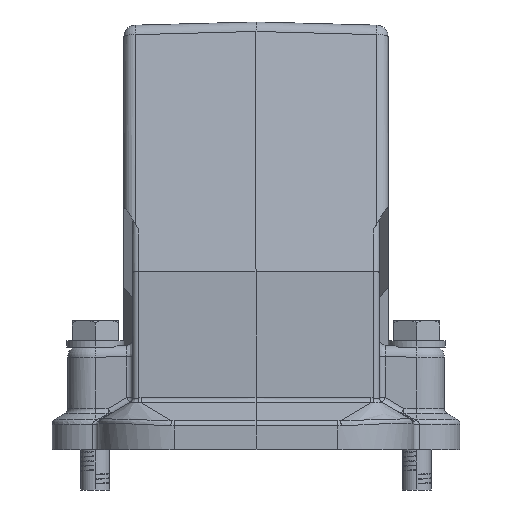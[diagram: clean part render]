
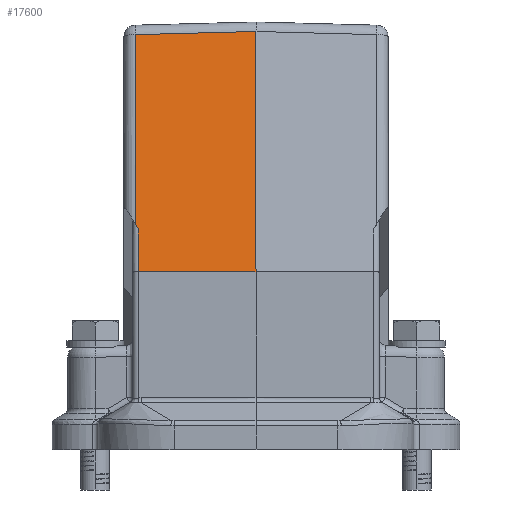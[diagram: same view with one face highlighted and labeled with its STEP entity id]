
A CAD part, left-side view. The second image highlights one B-rep face of the part: STEP entity #17600.
In plain terms, the highlighted planar face has unit normal (-0.985, 0.026, 0.174).
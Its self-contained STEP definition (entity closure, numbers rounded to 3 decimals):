
#575=DIRECTION('',(-0.174,0.,-0.985));
#576=VECTOR('',#575,7.579);
#577=CARTESIAN_POINT('',(-44.896,20.526,26.967));
#578=LINE('',#577,#576);
#595=DIRECTION('',(-0.174,0.,-0.985));
#596=VECTOR('',#595,33.43);
#597=CARTESIAN_POINT('',(-38.918,21.052,60.795));
#598=LINE('',#597,#596);
#1335=DIRECTION('',(-0.026,-1.,0.002));
#1336=VECTOR('',#1335,20.533);
#1337=CARTESIAN_POINT('',(-46.213,20.526,19.503));
#1338=LINE('',#1337,#1336);
#1343=DIRECTION('',(0.164,0.495,0.853));
#1344=VECTOR('',#1343,1.063);
#1345=CARTESIAN_POINT('',(-44.896,20.526,26.967));
#1346=LINE('',#1345,#1344);
#1347=DIRECTION('',(-0.022,-0.999,0.026));
#1348=VECTOR('',#1347,21.065);
#1349=CARTESIAN_POINT('',(-38.918,21.052,60.795));
#1350=LINE('',#1349,#1348);
#2431=DIRECTION('',(0.174,0.,0.985));
#2432=VECTOR('',#2431,42.441);
#2433=CARTESIAN_POINT('',(-46.75,0.,19.55));
#2434=LINE('',#2433,#2432);
#13099=CARTESIAN_POINT('',(-46.213,20.526,
19.503));
#13100=VERTEX_POINT('',#13099);
#13101=CARTESIAN_POINT('',(-46.75,0.,19.55));
#13102=VERTEX_POINT('',#13101);
#13485=CARTESIAN_POINT('',(-39.38,0.,
61.347));
#13486=VERTEX_POINT('',#13485);
#14872=CARTESIAN_POINT('',(-38.918,21.052,
60.795));
#14873=VERTEX_POINT('',#14872);
#14874=CARTESIAN_POINT('',(-44.896,20.526,
26.967));
#14875=VERTEX_POINT('',#14874);
#14876=CARTESIAN_POINT('',(-44.723,21.052,
27.873));
#14877=VERTEX_POINT('',#14876);
#17585=CARTESIAN_POINT('',(-42.794,10.526,
40.4));
#17586=DIRECTION('',(0.984,-0.026,-0.174));
#17587=DIRECTION('',(0.174,0.,0.985));
#17588=AXIS2_PLACEMENT_3D('',#17585,#17586,#17587);
#17589=PLANE('',#17588);
#17590=ORIENTED_EDGE('',*,*,#16350,.F.);
#17591=ORIENTED_EDGE('',*,*,#16362,.T.);
#17592=ORIENTED_EDGE('',*,*,#16379,.F.);
#17594=ORIENTED_EDGE('',*,*,#17593,.T.);
#17596=ORIENTED_EDGE('',*,*,#17595,.F.);
#17597=ORIENTED_EDGE('',*,*,#17578,.F.);
#17598=EDGE_LOOP('',(#17590,#17591,#17592,#17594,#17596,#17597));
#17599=FACE_OUTER_BOUND('',#17598,.F.);
#17600=ADVANCED_FACE('',(#17599),#17589,.F.);
#16350=EDGE_CURVE('',#14875,#13100,#578,.T.);
#16362=EDGE_CURVE('',#14875,#14877,#1346,.T.);
#16379=EDGE_CURVE('',#14873,#14877,#598,.T.);
#17578=EDGE_CURVE('',#13100,#13102,#1338,.T.);
#17593=EDGE_CURVE('',#14873,#13486,#1350,.T.);
#17595=EDGE_CURVE('',#13102,#13486,#2434,.T.);
